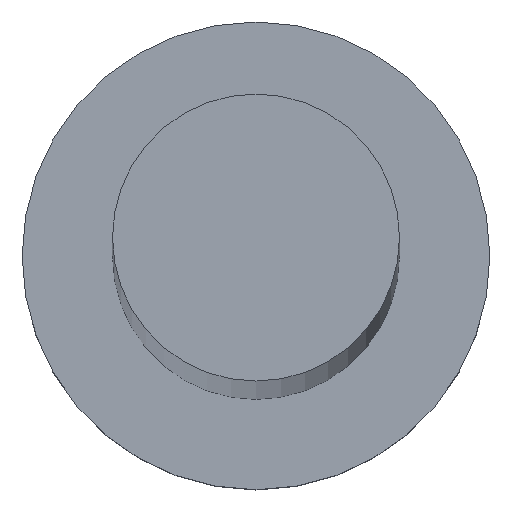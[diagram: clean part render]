
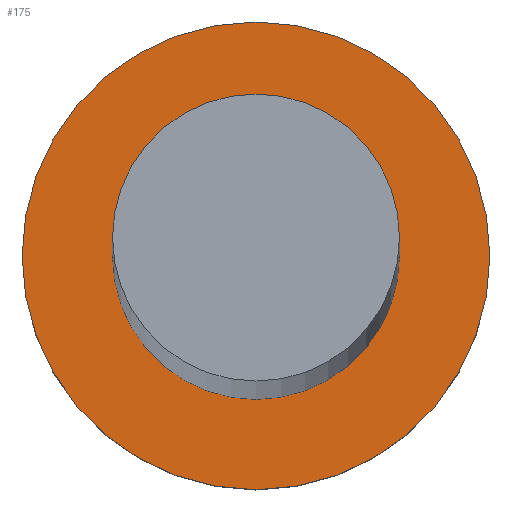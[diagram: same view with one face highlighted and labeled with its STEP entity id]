
A CAD part, top view. The second image highlights one B-rep face of the part: STEP entity #175.
In plain terms, the highlighted planar face has unit normal (0, 0, 1).
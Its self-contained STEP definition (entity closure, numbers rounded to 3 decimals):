
#7 = DIRECTION ( 'NONE',  ( 0., 0., 1. ) ) ;
#14 = VERTEX_POINT ( 'NONE', #97 ) ;
#25 = CARTESIAN_POINT ( 'NONE',  ( -6.75, 0., 7. ) ) ;
#29 = VERTEX_POINT ( 'NONE', #114 ) ;
#31 = CIRCLE ( 'NONE', #136, 11. ) ;
#36 = EDGE_LOOP ( 'NONE', ( #221, #135 ) ) ;
#39 = CARTESIAN_POINT ( 'NONE',  ( 0., 0., 7. ) ) ;
#41 = DIRECTION ( 'NONE',  ( 1., 0., 0. ) ) ;
#44 = DIRECTION ( 'NONE',  ( 0., 0., 1. ) ) ;
#63 = AXIS2_PLACEMENT_3D ( 'NONE', #172, #7, #165 ) ;
#72 = CARTESIAN_POINT ( 'NONE',  ( 6.75, 0., 7. ) ) ;
#75 = CARTESIAN_POINT ( 'NONE',  ( 0., 0., 7. ) ) ;
#78 = DIRECTION ( 'NONE',  ( 1., 0., 0. ) ) ;
#80 = AXIS2_PLACEMENT_3D ( 'NONE', #39, #226, #41 ) ;
#83 = EDGE_CURVE ( 'NONE', #29, #14, #31, .T. ) ;
#97 = CARTESIAN_POINT ( 'NONE',  ( 11., 0., 7. ) ) ;
#98 = CIRCLE ( 'NONE', #208, 11. ) ;
#111 = AXIS2_PLACEMENT_3D ( 'NONE', #75, #211, #150 ) ;
#114 = CARTESIAN_POINT ( 'NONE',  ( -11., 0., 7. ) ) ;
#130 = DIRECTION ( 'NONE',  ( 0., 0., 1. ) ) ;
#132 = EDGE_CURVE ( 'NONE', #180, #235, #151, .T. ) ;
#133 = DIRECTION ( 'NONE',  ( 1., 0., 0. ) ) ;
#135 = ORIENTED_EDGE ( 'NONE', *, *, #218, .F. ) ;
#136 = AXIS2_PLACEMENT_3D ( 'NONE', #212, #130, #133 ) ;
#145 = ORIENTED_EDGE ( 'NONE', *, *, #83, .T. ) ;
#150 = DIRECTION ( 'NONE',  ( 1., 0., 0. ) ) ;
#151 = CIRCLE ( 'NONE', #80, 6.75 ) ;
#157 = CIRCLE ( 'NONE', #63, 6.75 ) ;
#165 = DIRECTION ( 'NONE',  ( 1., 0., 0. ) ) ;
#172 = CARTESIAN_POINT ( 'NONE',  ( 0., 0., 7. ) ) ;
#175 = ADVANCED_FACE ( 'NONE', ( #209, #187 ), #232, .T. ) ;
#180 = VERTEX_POINT ( 'NONE', #25 ) ;
#187 = FACE_OUTER_BOUND ( 'NONE', #200, .T. ) ;
#200 = EDGE_LOOP ( 'NONE', ( #145, #201 ) ) ;
#201 = ORIENTED_EDGE ( 'NONE', *, *, #222, .T. ) ;
#208 = AXIS2_PLACEMENT_3D ( 'NONE', #230, #44, #78 ) ;
#209 = FACE_BOUND ( 'NONE', #36, .T. ) ;
#211 = DIRECTION ( 'NONE',  ( 0., 0., 1. ) ) ;
#212 = CARTESIAN_POINT ( 'NONE',  ( 0., 0., 7. ) ) ;
#218 = EDGE_CURVE ( 'NONE', #235, #180, #157, .T. ) ;
#221 = ORIENTED_EDGE ( 'NONE', *, *, #132, .F. ) ;
#222 = EDGE_CURVE ( 'NONE', #14, #29, #98, .T. ) ;
#226 = DIRECTION ( 'NONE',  ( 0., 0., 1. ) ) ;
#230 = CARTESIAN_POINT ( 'NONE',  ( 0., 0., 7. ) ) ;
#232 = PLANE ( 'NONE',  #111 ) ;
#235 = VERTEX_POINT ( 'NONE', #72 ) ;
